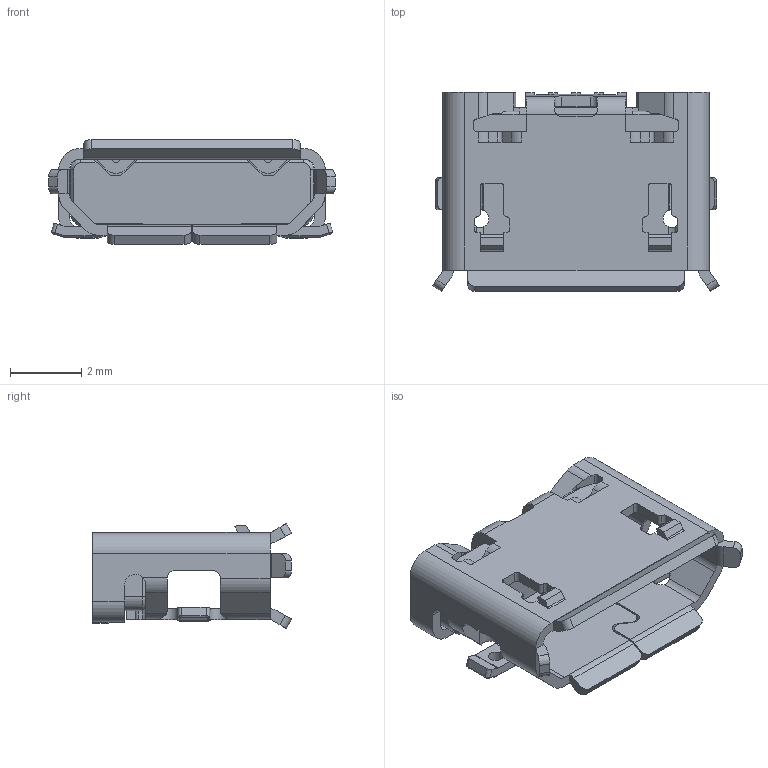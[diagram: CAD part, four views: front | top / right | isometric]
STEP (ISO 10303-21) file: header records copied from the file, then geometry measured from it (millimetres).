
FILE_DESCRIPTION(/* description */ (''),/* implementation_level */ '2;1');
FILE_NAME(/* name */ 'ZX62-B-5PA v1.step',/* time_stamp */ '2019-11-07T01:00:21+09:00',/* author */ ('i1611421'),/* organization */ (''),/* preprocessor_version */ 'ST-DEVELOPER v18',/* originating_system */ 'Autodesk Translation Framework v8.2.0.1029',/* authorisation */ '');
FILE_SCHEMA (('AUTOMOTIVE_DESIGN { 1 0 10303 214 3 1 1 }'));
Length unit declared in the file: millimetre
Products named in the file (2): ZX62-B-5PA; ZX62-B-5P
Assembly tree (1 placements, depth 2):
  ZX62-B-5PA
    ZX62-B-5P
Bounding box: 8.07 x 5.6 x 2.95 mm (x, y, z)
Volume: 39.7 mm3; surface area: 241.4 mm2
Topology: 1 solids, 1 shells, 454 faces, 1356 edges, 874 vertices
Faces by surface type: plane 275, cylinder 170, cone 8, torus 1
Full cylindrical faces by diameter (mm): 0.4 x2
Entity records: 15806 total; most frequent: CARTESIAN_POINT 3218, ORIENTED_EDGE 2712, DIRECTION 2621, EDGE_CURVE 1356, LINE 941, VECTOR 941, VERTEX_POINT 874, AXIS2_PLACEMENT_3D 840
